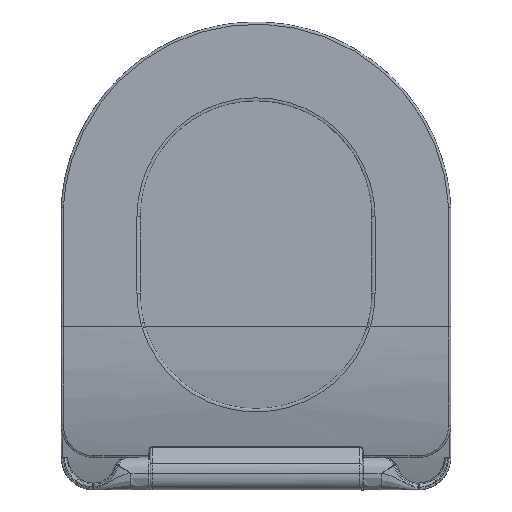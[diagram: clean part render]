
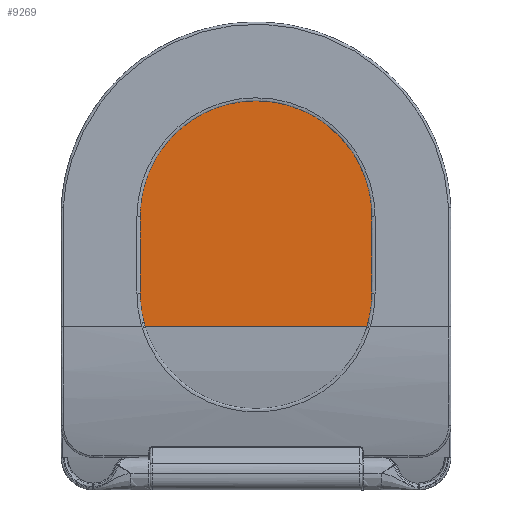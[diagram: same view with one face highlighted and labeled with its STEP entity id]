
A CAD part, front view. The second image highlights one B-rep face of the part: STEP entity #9269.
In plain terms, the highlighted planar face has unit normal (0, -1, 0).
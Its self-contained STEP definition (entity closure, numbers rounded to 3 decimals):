
#128 = CARTESIAN_POINT ( 'NONE',  ( 5.645, -8.5, 214. ) ) ;
#203 = CARTESIAN_POINT ( 'NONE',  ( -130.727, -8.5, 157.051 ) ) ;
#878 = PLANE ( 'NONE',  #4605 ) ;
#968 = CARTESIAN_POINT ( 'NONE',  ( 39.185, -8.5, 209.731 ) ) ;
#1045 = CARTESIAN_POINT ( 'NONE',  ( 118.64, -8.5, 168.898 ) ) ;
#1122 = CARTESIAN_POINT ( 'NONE',  ( -86.491, -8.5, 191.711 ) ) ;
#1198 = CARTESIAN_POINT ( 'NONE',  ( -177.15, -8.5, 56.223 ) ) ;
#1279 = VERTEX_POINT ( 'NONE', #13083 ) ;
#1531 = VERTEX_POINT ( 'NONE', #2957 ) ;
#1810 = FACE_OUTER_BOUND ( 'NONE', #10485, .T. ) ;
#1907 = CARTESIAN_POINT ( 'NONE',  ( 178., -8.5, 44.974 ) ) ;
#2129 = CARTESIAN_POINT ( 'NONE',  ( 86.491, -8.5, 191.711 ) ) ;
#2279 = CARTESIAN_POINT ( 'NONE',  ( -114.371, -8.5, 172.583 ) ) ;
#2353 = CARTESIAN_POINT ( 'NONE',  ( -118.64, -8.5, 168.898 ) ) ;
#2433 = CARTESIAN_POINT ( 'NONE',  ( -148.209, -8.5, 134.933 ) ) ;
#2771 = B_SPLINE_CURVE_WITH_KNOTS ( 'NONE', 3,
 ( #1907, #11272, #10190, #11576, #4274, #13818, #8042, #12733, #5418, #12434, #12659, #3122, #10119, #4426, #14810, #5720, #14958, #1045, #13746, #4353, #9049, #13669, #2129, #6811, #8969, #15117, #11497, #4573, #968, #5643, #15037, #11655, #128, #14263, #3502, #9349, #3654, #8200, #4649, #6964, #12891, #10648, #13044, #1122, #10723, #8275, #14043, #2279, #2353, #9421, #203, #8124, #8425, #2433, #7039, #7120, #11732, #9577, #5800, #4724, #12966, #10494, #7195, #1198, #15200, #5879 ),
 .UNSPECIFIED., .F., .F.,
 ( 4, 2, 2, 2, 2, 2, 2, 2, 2, 2, 2, 2, 2, 2, 2, 2, 2, 2, 2, 2, 2, 2, 2, 2, 2, 2, 2, 2, 2, 2, 2, 2, 4 ),
 ( 0., 0.031, 0.063, 0.094, 0.125, 0.156, 0.188, 0.219, 0.25, 0.281, 0.313, 0.344, 0.375, 0.406, 0.438, 0.469, 0.5, 0.531, 0.563, 0.594, 0.625, 0.656, 0.688, 0.719, 0.75, 0.781, 0.813, 0.844, 0.875, 0.906, 0.938, 0.969, 1. ),
 .UNSPECIFIED. ) ;
#2957 = CARTESIAN_POINT ( 'NONE',  ( -178., -8.5, 44.974 ) ) ;
#3122 = CARTESIAN_POINT ( 'NONE',  ( 151.27, -8.5, 130.197 ) ) ;
#3469 = CARTESIAN_POINT ( 'NONE',  ( 178., -8.5, -65. ) ) ;
#3502 = CARTESIAN_POINT ( 'NONE',  ( -11.278, -8.5, 213.732 ) ) ;
#3654 = CARTESIAN_POINT ( 'NONE',  ( -28.099, -8.5, 211.862 ) ) ;
#4107 = CARTESIAN_POINT ( 'NONE',  ( 178., -8.5, 8.316 ) ) ;
#4274 = CARTESIAN_POINT ( 'NONE',  ( 174.412, -8.5, 72.925 ) ) ;
#4313 = EDGE_CURVE ( 'NONE', #12361, #1279, #8107, .T. ) ;
#4353 = CARTESIAN_POINT ( 'NONE',  ( 105.484, -8.5, 179.546 ) ) ;
#4426 = CARTESIAN_POINT ( 'NONE',  ( 141.637, -8.5, 144.112 ) ) ;
#4573 = CARTESIAN_POINT ( 'NONE',  ( 44.666, -8.5, 208.405 ) ) ;
#4605 = AXIS2_PLACEMENT_3D ( 'NONE', #9028, #10246, #14940 ) ;
#4649 = CARTESIAN_POINT ( 'NONE',  ( -44.666, -8.5, 208.405 ) ) ;
#4724 = CARTESIAN_POINT ( 'NONE',  ( -170.104, -8.5, 89.292 ) ) ;
#5418 = CARTESIAN_POINT ( 'NONE',  ( 164.263, -8.5, 105.177 ) ) ;
#5643 = CARTESIAN_POINT ( 'NONE',  ( 28.099, -8.5, 211.862 ) ) ;
#5720 = CARTESIAN_POINT ( 'NONE',  ( 130.727, -8.5, 157.051 ) ) ;
#5800 = CARTESIAN_POINT ( 'NONE',  ( -166.376, -8.5, 99.948 ) ) ;
#5879 = CARTESIAN_POINT ( 'NONE',  ( -178., -8.5, 44.974 ) ) ;
#6811 = CARTESIAN_POINT ( 'NONE',  ( 76.449, -8.5, 196.871 ) ) ;
#6959 = DIRECTION ( 'NONE',  ( 1., 0., 0. ) ) ;
#6964 = CARTESIAN_POINT ( 'NONE',  ( -55.501, -8.5, 205.233 ) ) ;
#7039 = CARTESIAN_POINT ( 'NONE',  ( -151.27, -8.5, 130.197 ) ) ;
#7075 = CARTESIAN_POINT ( 'NONE',  ( -178., -8.5, 44.974 ) ) ;
#7120 = CARTESIAN_POINT ( 'NONE',  ( -156.943, -8.5, 120.436 ) ) ;
#7195 = CARTESIAN_POINT ( 'NONE',  ( -175.5, -8.5, 67.391 ) ) ;
#7674 = EDGE_CURVE ( 'NONE', #10198, #12361, #14952, .T. ) ;
#8042 = CARTESIAN_POINT ( 'NONE',  ( 170.104, -8.5, 89.292 ) ) ;
#8107 = B_SPLINE_CURVE_WITH_KNOTS ( 'NONE', 3,
 ( #3469, #9316, #4107, #13651 ),
 .UNSPECIFIED., .F., .F.,
 ( 4, 4 ),
 ( 0., 1. ),
 .UNSPECIFIED. ) ;
#8124 = CARTESIAN_POINT ( 'NONE',  ( -138.14, -8.5, 148.537 ) ) ;
#8200 = CARTESIAN_POINT ( 'NONE',  ( -39.185, -8.5, 209.731 ) ) ;
#8275 = CARTESIAN_POINT ( 'NONE',  ( -100.885, -8.5, 182.809 ) ) ;
#8386 = CARTESIAN_POINT ( 'NONE',  ( -178., -8.5, 8.316 ) ) ;
#8425 = CARTESIAN_POINT ( 'NONE',  ( -141.637, -8.5, 144.112 ) ) ;
#8969 = CARTESIAN_POINT ( 'NONE',  ( 71.317, -8.5, 199.208 ) ) ;
#9028 = CARTESIAN_POINT ( 'NONE',  ( -179., -8.5, 215. ) ) ;
#9049 = CARTESIAN_POINT ( 'NONE',  ( 100.885, -8.5, 182.809 ) ) ;
#9269 = ADVANCED_FACE ( 'NONE', ( #1810 ), #878, .T. ) ;
#9316 = CARTESIAN_POINT ( 'NONE',  ( 178., -8.5, -28.342 ) ) ;
#9349 = CARTESIAN_POINT ( 'NONE',  ( -22.516, -8.5, 212.662 ) ) ;
#9421 = CARTESIAN_POINT ( 'NONE',  ( -126.826, -8.5, 161.124 ) ) ;
#9475 = B_SPLINE_CURVE_WITH_KNOTS ( 'NONE', 3,
 ( #7075, #8386, #11989, #10759 ),
 .UNSPECIFIED., .F., .F.,
 ( 4, 4 ),
 ( 0., 1. ),
 .UNSPECIFIED. ) ;
#9577 = CARTESIAN_POINT ( 'NONE',  ( -164.263, -8.5, 105.177 ) ) ;
#10119 = CARTESIAN_POINT ( 'NONE',  ( 148.209, -8.5, 134.933 ) ) ;
#10190 = CARTESIAN_POINT ( 'NONE',  ( 177.15, -8.5, 56.223 ) ) ;
#10198 = VERTEX_POINT ( 'NONE', #12720 ) ;
#10246 = DIRECTION ( 'NONE',  ( 0., -1., 0. ) ) ;
#10485 = EDGE_LOOP ( 'NONE', ( #14892, #10882, #12498, #13052 ) ) ;
#10494 = CARTESIAN_POINT ( 'NONE',  ( -174.412, -8.5, 72.925 ) ) ;
#10648 = CARTESIAN_POINT ( 'NONE',  ( -71.317, -8.5, 199.208 ) ) ;
#10723 = CARTESIAN_POINT ( 'NONE',  ( -91.378, -8.5, 188.898 ) ) ;
#10759 = CARTESIAN_POINT ( 'NONE',  ( -178., -8.5, -65. ) ) ;
#10882 = ORIENTED_EDGE ( 'NONE', *, *, #12096, .T. ) ;
#11272 = CARTESIAN_POINT ( 'NONE',  ( 177.708, -8.5, 50.612 ) ) ;
#11497 = CARTESIAN_POINT ( 'NONE',  ( 55.501, -8.5, 205.233 ) ) ;
#11576 = CARTESIAN_POINT ( 'NONE',  ( 175.5, -8.5, 67.391 ) ) ;
#11655 = CARTESIAN_POINT ( 'NONE',  ( 11.278, -8.5, 213.732 ) ) ;
#11732 = CARTESIAN_POINT ( 'NONE',  ( -159.542, -8.5, 115.431 ) ) ;
#11989 = CARTESIAN_POINT ( 'NONE',  ( -178., -8.5, -28.342 ) ) ;
#12096 = EDGE_CURVE ( 'NONE', #1531, #10198, #9475, .T. ) ;
#12361 = VERTEX_POINT ( 'NONE', #12509 ) ;
#12434 = CARTESIAN_POINT ( 'NONE',  ( 159.542, -8.5, 115.431 ) ) ;
#12498 = ORIENTED_EDGE ( 'NONE', *, *, #7674, .T. ) ;
#12509 = CARTESIAN_POINT ( 'NONE',  ( 178., -8.5, -65. ) ) ;
#12659 = CARTESIAN_POINT ( 'NONE',  ( 156.943, -8.5, 120.436 ) ) ;
#12720 = CARTESIAN_POINT ( 'NONE',  ( -178., -8.5, -65. ) ) ;
#12733 = CARTESIAN_POINT ( 'NONE',  ( 166.376, -8.5, 99.948 ) ) ;
#12891 = CARTESIAN_POINT ( 'NONE',  ( -60.832, -8.5, 203.393 ) ) ;
#12966 = CARTESIAN_POINT ( 'NONE',  ( -171.711, -8.5, 83.886 ) ) ;
#13044 = CARTESIAN_POINT ( 'NONE',  ( -76.449, -8.5, 196.871 ) ) ;
#13052 = ORIENTED_EDGE ( 'NONE', *, *, #4313, .T. ) ;
#13083 = CARTESIAN_POINT ( 'NONE',  ( 178., -8.5, 44.974 ) ) ;
#13210 = VECTOR ( 'NONE', #6959, 1000. ) ;
#13437 = EDGE_CURVE ( 'NONE', #1279, #1531, #2771, .T. ) ;
#13651 = CARTESIAN_POINT ( 'NONE',  ( 178., -8.5, 44.974 ) ) ;
#13669 = CARTESIAN_POINT ( 'NONE',  ( 91.378, -8.5, 188.898 ) ) ;
#13746 = CARTESIAN_POINT ( 'NONE',  ( 114.371, -8.5, 172.583 ) ) ;
#13818 = CARTESIAN_POINT ( 'NONE',  ( 171.711, -8.5, 83.886 ) ) ;
#13886 = CARTESIAN_POINT ( 'NONE',  ( -179., -8.5, -65. ) ) ;
#14043 = CARTESIAN_POINT ( 'NONE',  ( -105.484, -8.5, 179.546 ) ) ;
#14263 = CARTESIAN_POINT ( 'NONE',  ( -5.645, -8.5, 214. ) ) ;
#14810 = CARTESIAN_POINT ( 'NONE',  ( 138.14, -8.5, 148.537 ) ) ;
#14892 = ORIENTED_EDGE ( 'NONE', *, *, #13437, .T. ) ;
#14940 = DIRECTION ( 'NONE',  ( 0., 0., -1. ) ) ;
#14952 = LINE ( 'NONE', #13886, #13210 ) ;
#14958 = CARTESIAN_POINT ( 'NONE',  ( 126.826, -8.5, 161.124 ) ) ;
#15037 = CARTESIAN_POINT ( 'NONE',  ( 22.516, -8.5, 212.662 ) ) ;
#15117 = CARTESIAN_POINT ( 'NONE',  ( 60.832, -8.5, 203.393 ) ) ;
#15200 = CARTESIAN_POINT ( 'NONE',  ( -177.708, -8.5, 50.612 ) ) ;
